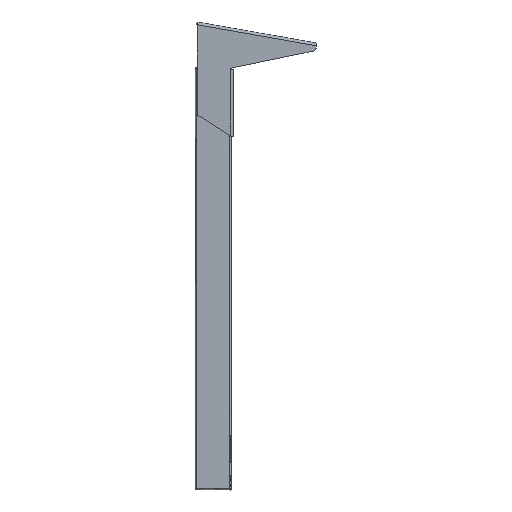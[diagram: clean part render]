
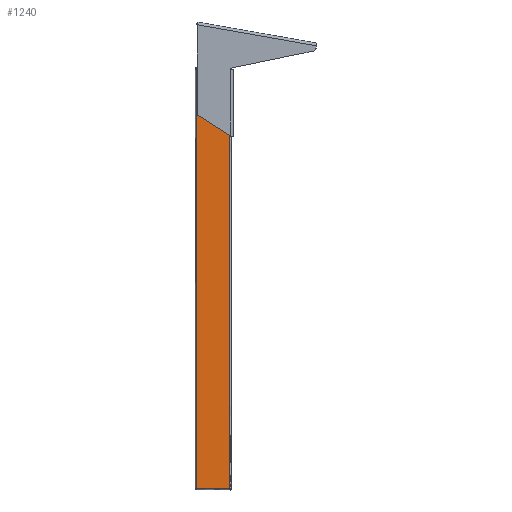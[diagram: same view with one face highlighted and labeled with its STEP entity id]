
A CAD part, left-side view. The second image highlights one B-rep face of the part: STEP entity #1240.
In plain terms, the highlighted free-form (B-spline) face has degree [1, 1] with [2, 2] control points.
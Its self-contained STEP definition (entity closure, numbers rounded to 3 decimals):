
#1104 = VERTEX_POINT('',#1105);
#1105 = CARTESIAN_POINT('',(-95.733,-0.806,
    1.451));
#1169 = EDGE_CURVE('',#1170,#1172,#1174,.T.);
#1170 = VERTEX_POINT('',#1171);
#1171 = CARTESIAN_POINT('',(-95.733,-36.021,
    1.451));
#1172 = VERTEX_POINT('',#1173);
#1173 = CARTESIAN_POINT('',(-95.733,-36.021,
    445.788));
#1174 = B_SPLINE_CURVE_WITH_KNOTS('',1,(#1175,#1176),.UNSPECIFIED.,.F.,
  .F.,(2,2),(1.8,553.2),.PIECEWISE_BEZIER_KNOTS.);
#1175 = CARTESIAN_POINT('',(-95.733,-36.021,
    1.451));
#1176 = CARTESIAN_POINT('',(-95.733,-36.021,
    445.788));
#1240 = ADVANCED_FACE('',(#1241),#1261,.F.);
#1241 = FACE_BOUND('',#1242,.T.);
#1242 = EDGE_LOOP('',(#1243,#1248,#1249,#1256));
#1243 = ORIENTED_EDGE('',*,*,#1244,.T.);
#1244 = EDGE_CURVE('',#1104,#1170,#1245,.T.);
#1245 = B_SPLINE_CURVE_WITH_KNOTS('',1,(#1246,#1247),.UNSPECIFIED.,.F.,
  .F.,(2,2),(0.,43.7),.PIECEWISE_BEZIER_KNOTS.);
#1246 = CARTESIAN_POINT('',(-95.733,-0.806,
    1.451));
#1247 = CARTESIAN_POINT('',(-95.733,-36.021,
    1.451));
#1248 = ORIENTED_EDGE('',*,*,#1169,.T.);
#1249 = ORIENTED_EDGE('',*,*,#1250,.T.);
#1250 = EDGE_CURVE('',#1172,#1251,#1253,.T.);
#1251 = VERTEX_POINT('',#1252);
#1252 = CARTESIAN_POINT('',(-95.733,-0.806,
    445.788));
#1253 = B_SPLINE_CURVE_WITH_KNOTS('',1,(#1254,#1255),.UNSPECIFIED.,.F.,
  .F.,(2,2),(0.,43.7),.PIECEWISE_BEZIER_KNOTS.);
#1254 = CARTESIAN_POINT('',(-95.733,-36.021,
    445.788));
#1255 = CARTESIAN_POINT('',(-95.733,-0.806,
    445.788));
#1256 = ORIENTED_EDGE('',*,*,#1257,.T.);
#1257 = EDGE_CURVE('',#1251,#1104,#1258,.T.);
#1258 = B_SPLINE_CURVE_WITH_KNOTS('',1,(#1259,#1260),.UNSPECIFIED.,.F.,
  .F.,(2,2),(1.8,553.2),.PIECEWISE_BEZIER_KNOTS.);
#1259 = CARTESIAN_POINT('',(-95.733,-0.806,
    445.788));
#1260 = CARTESIAN_POINT('',(-95.733,-0.806,
    1.451));
#1261 = B_SPLINE_SURFACE_WITH_KNOTS('',1,1,(
    (#1262,#1263)
    ,(#1264,#1265
    )),.UNSPECIFIED.,.F.,.F.,.F.,(2,2),(2,2),(1.8,553.2),(-44.7,-1.),
  .PIECEWISE_BEZIER_KNOTS.);
#1262 = CARTESIAN_POINT('',(-95.733,-36.021,
    445.788));
#1263 = CARTESIAN_POINT('',(-95.733,-0.806,
    445.788));
#1264 = CARTESIAN_POINT('',(-95.733,-36.021,
    1.451));
#1265 = CARTESIAN_POINT('',(-95.733,-0.806,
    1.451));
